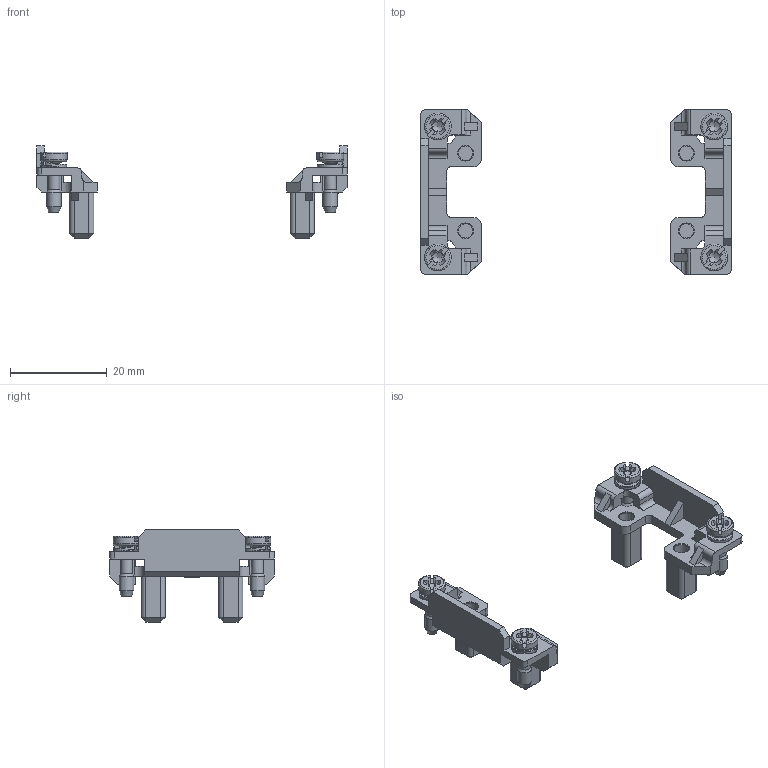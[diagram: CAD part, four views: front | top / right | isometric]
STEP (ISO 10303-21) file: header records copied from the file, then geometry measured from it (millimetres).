
FILE_DESCRIPTION(/* description */ (''),/* implementation_level */ '2;1');
FILE_NAME(/* name */ '100095131ugm000_b.stp',/* time_stamp */ '2018-03-13T11:33:23+01:00',/* author */ (''),/* organization */ (''),/* preprocessor_version */ 'ST-DEVELOPER v16',/* originating_system */ 'SIEMENS PLM Software NX 10.0',/* authorisation */ '');
FILE_SCHEMA (('AUTOMOTIVE_DESIGN { 1 0 10303 214 3 1 1 1 }'));
Length unit declared in the file: millimetre
Products named in the file (1): 100095131ugm000_b
Bounding box: 64 x 34 x 19 mm (x, y, z)
Volume: 3016.3 mm3; surface area: 4525 mm2
Topology: 2 solids, 2 shells, 578 faces, 1577 edges, 1003 vertices
Faces by surface type: plane 330, cylinder 98, bspline 92, cone 44, torus 8, extrusion 6
Full cylindrical faces by diameter (mm): 0.201 x1, 0.295 x1, 2.5 x8, 3 x8, 3.25 x8, 5.5 x4
Entity records: 23149 total; most frequent: CARTESIAN_POINT 5518, ORIENTED_EDGE 2958, DIRECTION 2623, EDGE_CURVE 1479, VERTEX_POINT 974, AXIS2_PLACEMENT_3D 885, VECTOR 853, LINE 847
